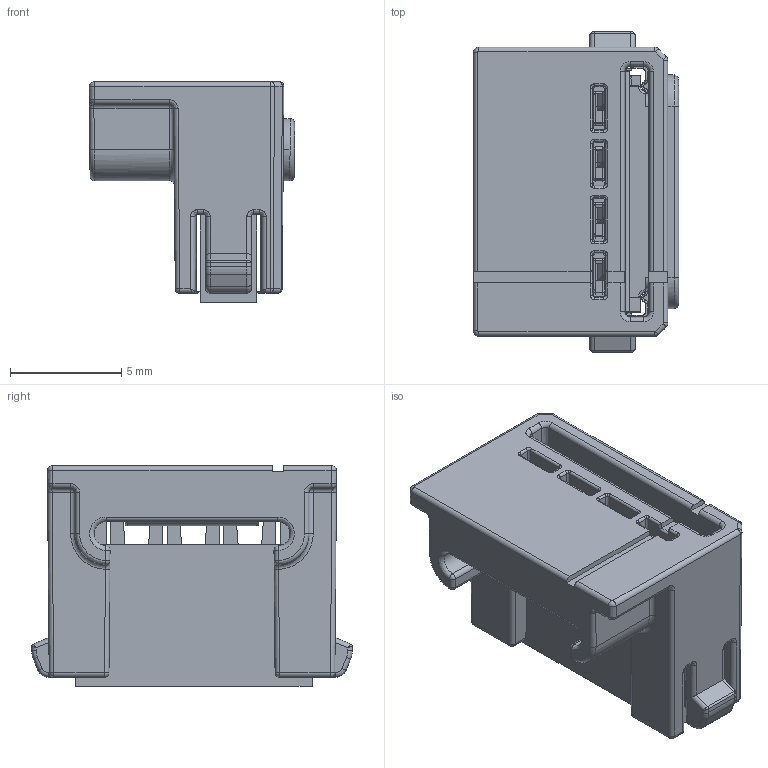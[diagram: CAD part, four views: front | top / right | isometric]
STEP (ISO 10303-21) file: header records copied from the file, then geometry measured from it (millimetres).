
FILE_DESCRIPTION (( 'STEP AP203' ), '1' );
FILE_NAME ('8880140.STEP', '2015-06-26T11:24:55', ( '' ), ( '' ), 'SwSTEP 2.0', 'SolidWorks 2015', '' );
FILE_SCHEMA (( 'CONFIG_CONTROL_DESIGN' ));
Length unit declared in the file: millimetre
Products named in the file (1): 8880140
Bounding box: 9.23 x 14.4 x 9.9 mm (x, y, z)
Surface area: 975.8 mm2 (no closed solid volume)
Topology: 0 solids, 6 shells, 522 faces, 1650 edges, 1087 vertices
Faces by surface type: cylinder 197, plane 157, bspline 96, torus 40, sphere 22, cone 10
Entity records: 19403 total; most frequent: CARTESIAN_POINT 6171, ORIENTED_EDGE 2695, DIRECTION 2593, EDGE_CURVE 1622, VERTEX_POINT 1083, VECTOR 873, LINE 873, AXIS2_PLACEMENT_3D 860
